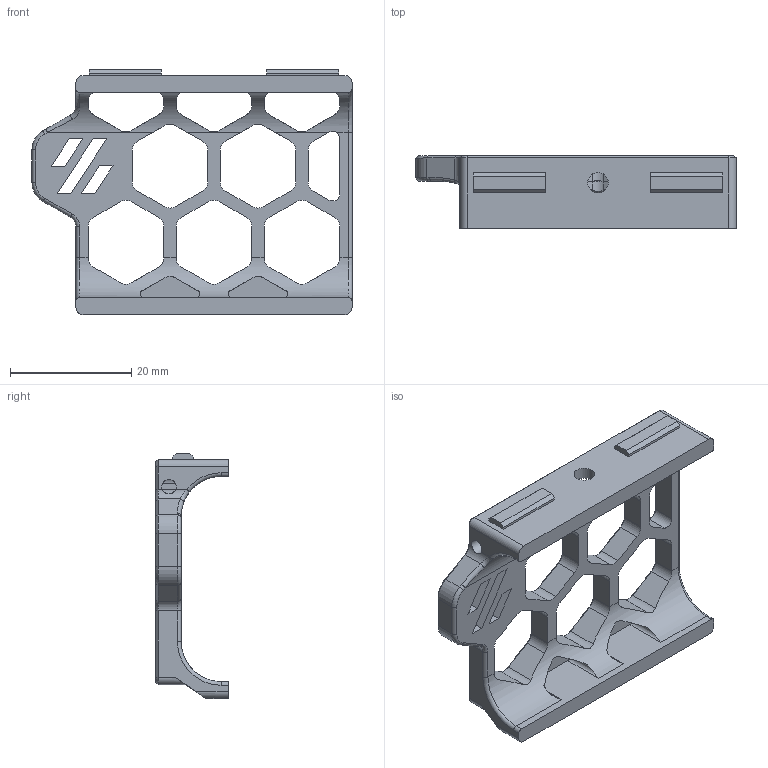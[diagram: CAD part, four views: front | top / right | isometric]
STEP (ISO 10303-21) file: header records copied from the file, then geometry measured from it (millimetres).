
FILE_DESCRIPTION(/* description */ (''),/* implementation_level */ '2;1');
FILE_NAME(/* name */ 'skirt_front_right_x1.step',/* time_stamp */ '2025-12-31T11:22:33-05:00',/* author */ (''),/* organization */ (''),/* preprocessor_version */ 'ST-DEVELOPER v20.1',/* originating_system */ 'Autodesk Translation Framework v14.21.0.0',/* authorisation */ '');
FILE_SCHEMA (('AUTOMOTIVE_DESIGN { 1 0 10303 214 3 1 1 }'));
Length unit declared in the file: millimetre
Products named in the file (1): skirt_front_right
Bounding box: 52.89 x 12 x 40.5 mm (x, y, z)
Volume: 5572.9 mm3; surface area: 5697.4 mm2
Topology: 1 solids, 1 shells, 316 faces, 817 edges, 498 vertices
Faces by surface type: plane 168, cylinder 82, cone 57, torus 7, bspline 2
Full cylindrical faces by diameter (mm): 2.4 x1, 3.4 x1, 6.2 x1
Entity records: 10025 total; most frequent: CARTESIAN_POINT 2196, ORIENTED_EDGE 1634, DIRECTION 1628, EDGE_CURVE 817, AXIS2_PLACEMENT_3D 545, LINE 538, VECTOR 538, VERTEX_POINT 498
